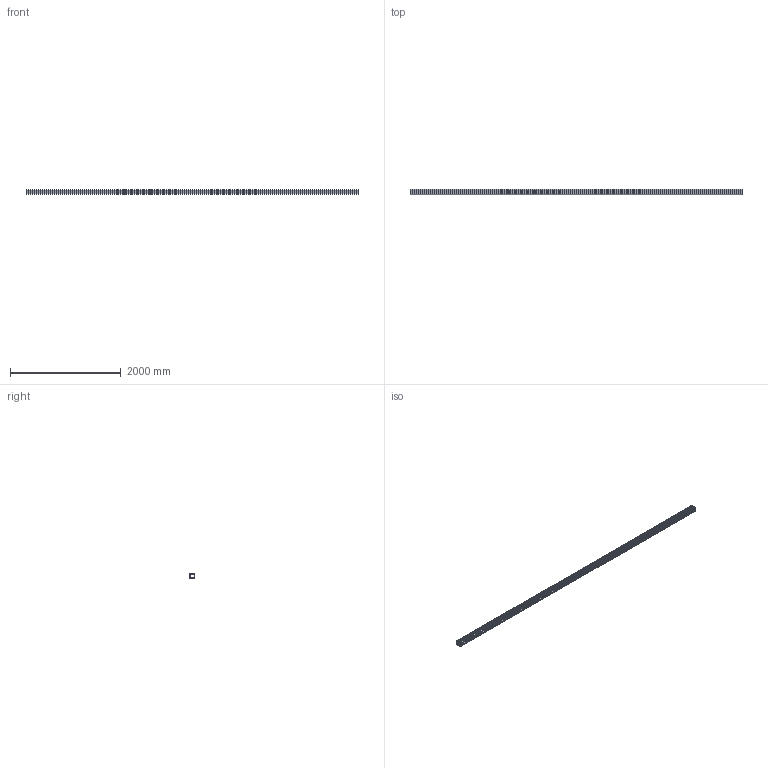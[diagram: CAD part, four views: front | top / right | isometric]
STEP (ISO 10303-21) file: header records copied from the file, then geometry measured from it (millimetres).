
FILE_DESCRIPTION (( 'STEP AP203' ), '1' );
FILE_NAME ('H_02-90x99-AL-6000.STEP', '2025-02-10T13:59:44', ( '' ), ( '' ), 'SwSTEP 2.0', 'SolidWorks 2019', '' );
FILE_SCHEMA (( 'CONFIG_CONTROL_DESIGN' ));
Length unit declared in the file: millimetre
Products named in the file (1): H_02-90x99-AL-6000
Bounding box: 6000 x 99 x 90 mm (x, y, z)
Volume: 10621939.8 mm3; surface area: 7742619.2 mm2
Topology: 1 solids, 1 shells, 252 faces, 750 edges, 500 vertices
Faces by surface type: cylinder 140, plane 112
Entity records: 8675 total; most frequent: DIRECTION 1536, CARTESIAN_POINT 1503, ORIENTED_EDGE 1500, EDGE_CURVE 750, AXIS2_PLACEMENT_3D 533, VERTEX_POINT 500, LINE 470, VECTOR 470
